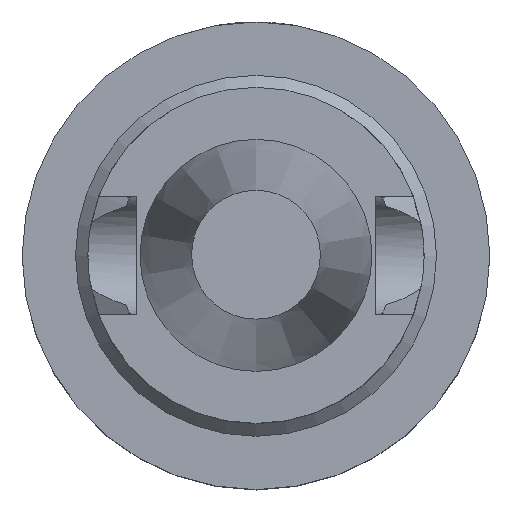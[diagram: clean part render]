
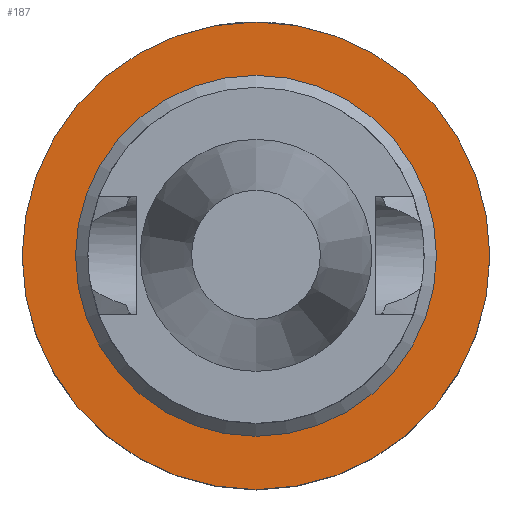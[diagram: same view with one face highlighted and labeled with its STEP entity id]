
A CAD part, top view. The second image highlights one B-rep face of the part: STEP entity #187.
In plain terms, the highlighted planar face has unit normal (0, 0, 1).
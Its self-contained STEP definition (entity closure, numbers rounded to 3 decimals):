
#158=EDGE_CURVE('240[2]',#417,#417,#418,.T.);
#187=ADVANCED_FACE('240[2]',(#458,#459),#460,.T.);
#292=EDGE_CURVE('240[2]',#604,#604,#605,.T.);
#417=VERTEX_POINT('',#847);
#418=CIRCLE('',#848,32.0);
#458=FACE_OUTER_BOUND('',#919,.T.);
#459=FACE_BOUND('',#920,.T.);
#460=PLANE('',#921);
#604=VERTEX_POINT('',#1377);
#605=CIRCLE('',#1378,24.7);
#847=CARTESIAN_POINT('',(0.,32.0,-35.));
#848=AXIS2_PLACEMENT_3D('',#1678,#1679,#1680);
#919=EDGE_LOOP('',(#1717));
#920=EDGE_LOOP('',(#1718));
#921=AXIS2_PLACEMENT_3D('',#1719,#1720,#1721);
#1377=CARTESIAN_POINT('',(0.,24.7,-35.));
#1378=AXIS2_PLACEMENT_3D('',#1876,#1877,#1878);
#1678=CARTESIAN_POINT('',(0.,0.,-35.));
#1679=DIRECTION('',(0.,0.,-1.0));
#1680=DIRECTION('',(0.,1.0,0.));
#1717=ORIENTED_EDGE('',*,*,#158,.F.);
#1718=ORIENTED_EDGE('',*,*,#292,.T.);
#1719=CARTESIAN_POINT('',(0.,28.35,-35.));
#1720=DIRECTION('',(0.,0.,1.0));
#1721=DIRECTION('',(1.0,0.,0.0));
#1876=CARTESIAN_POINT('',(0.,0.,-35.));
#1877=DIRECTION('',(0.,0.,-1.0));
#1878=DIRECTION('',(0.,1.0,0.));
